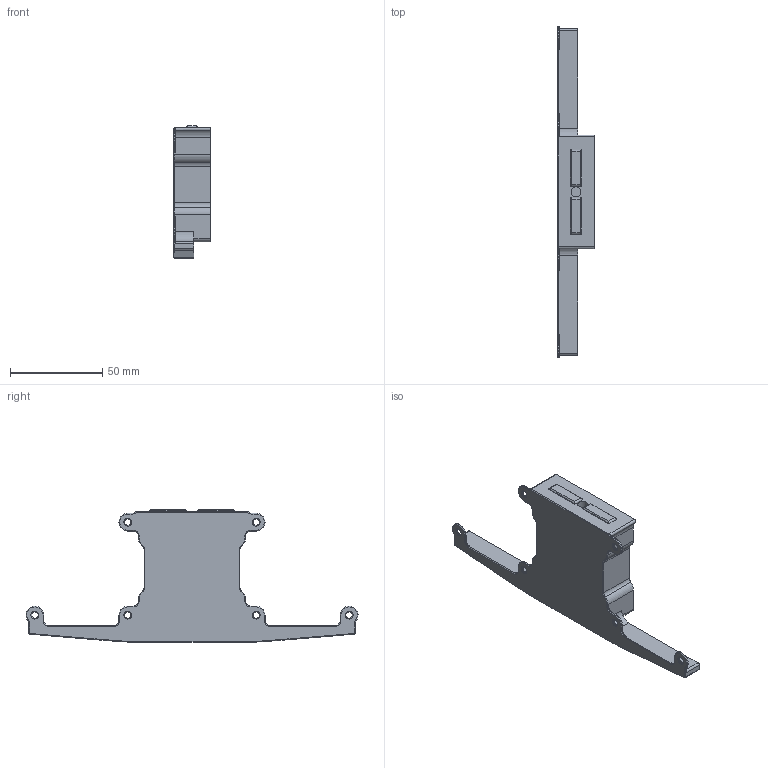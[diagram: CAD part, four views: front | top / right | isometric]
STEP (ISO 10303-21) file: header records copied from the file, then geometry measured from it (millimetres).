
FILE_DESCRIPTION(/* description */ ('Unknown'),/* implementation_level */ '2;1');
FILE_NAME(/* name */ 'Middle Fan Support (2)',/* time_stamp */ '2022-08-16T22:22:14-04:00',/* author */ ('Unknown'),/* organization */ ('Unknown'),/* preprocessor_version */ 'ST-DEVELOPER v18.1',/* originating_system */ 'Solid Edge',/* authorisation */ 'Unknown');
FILE_SCHEMA (('AUTOMOTIVE_DESIGN {1 0 10303 214 3 1 1}'));
Length unit declared in the file: millimetre
Products named in the file (1): Middle Fan Support (2)
Bounding box: 20 x 180.01 x 72 mm (x, y, z)
Volume: 43178.3 mm3; surface area: 21611 mm2
Topology: 1 solids, 1 shells, 190 faces, 496 edges, 312 vertices
Faces by surface type: plane 82, cylinder 68, cone 38, bspline 2
Full cylindrical faces by diameter (mm): 3.5 x6, 4.7 x1, 5.4 x1
Entity records: 7208 total; most frequent: CARTESIAN_POINT 1086, DIRECTION 1036, ORIENTED_EDGE 964, EDGE_CURVE 482, AXIS2_PLACEMENT_3D 372, VERTEX_POINT 312, LINE 292, VECTOR 292
